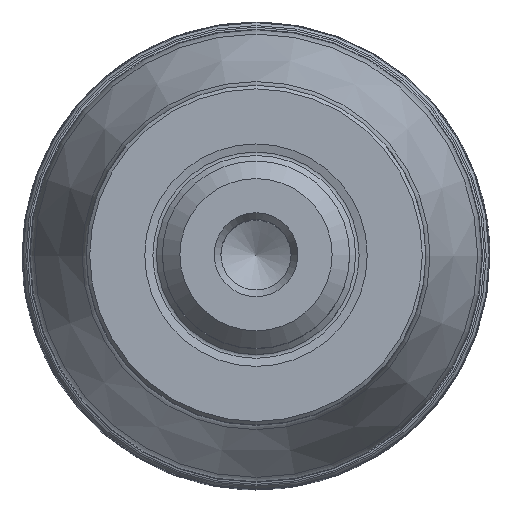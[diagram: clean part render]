
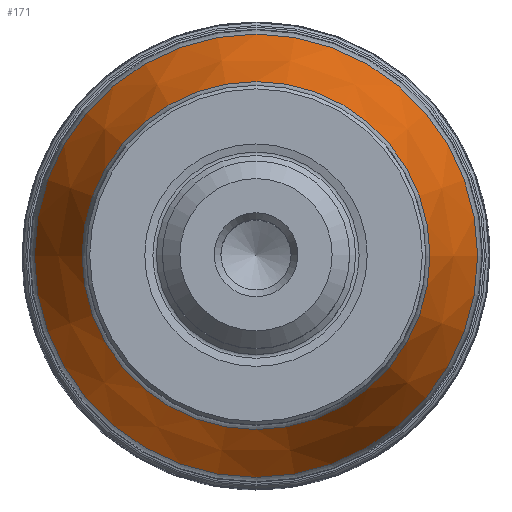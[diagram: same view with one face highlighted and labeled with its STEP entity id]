
A CAD part, top view. The second image highlights one B-rep face of the part: STEP entity #171.
In plain terms, the highlighted conical face has half-angle 21.714 degrees and reference radius 14.5 mm.
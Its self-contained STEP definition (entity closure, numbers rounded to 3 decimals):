
#96=CONICAL_SURFACE('',#1003,14.5,21.714);
#171=ADVANCED_FACE('',(#405,#406),#96,.T.);
#405=FACE_BOUND('',#525,.T.);
#406=FACE_BOUND('',#526,.T.);
#525=EDGE_LOOP('',(#667));
#526=EDGE_LOOP('',(#668));
#667=ORIENTED_EDGE('',*,*,#861,.T.);
#668=ORIENTED_EDGE('',*,*,#862,.T.);
#785=VERTEX_POINT('',#1889);
#786=VERTEX_POINT('',#1891);
#861=EDGE_CURVE('',#785,#785,#929,.T.);
#862=EDGE_CURVE('',#786,#786,#930,.T.);
#929=CIRCLE('',#1001,18.924);
#930=CIRCLE('',#1002,14.855);
#1001=AXIS2_PLACEMENT_3D('',#1888,#1197,#1198);
#1002=AXIS2_PLACEMENT_3D('',#1890,#1199,#1200);
#1003=AXIS2_PLACEMENT_3D('',#1892,#1201,#1202);
#1197=DIRECTION('',(0.,0.,1.));
#1198=DIRECTION('',(1.,0.,0.));
#1199=DIRECTION('',(0.,0.,-1.));
#1200=DIRECTION('',(-1.,0.,0.));
#1201=DIRECTION('',(0.,0.,-1.));
#1202=DIRECTION('',(-1.,0.,0.));
#1888=CARTESIAN_POINT('',(0.,0.,-28.508));
#1889=CARTESIAN_POINT('',(18.924,0.,-28.508));
#1890=CARTESIAN_POINT('',(0.,0.,-18.289));
#1891=CARTESIAN_POINT('',(-14.855,0.,-18.289));
#1892=CARTESIAN_POINT('',(0.,0.,-17.398));
